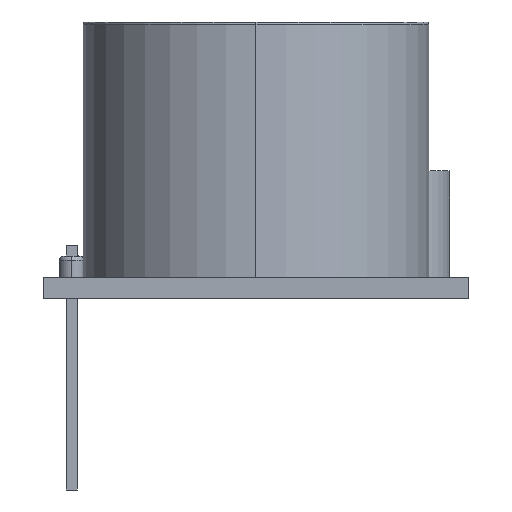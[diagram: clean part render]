
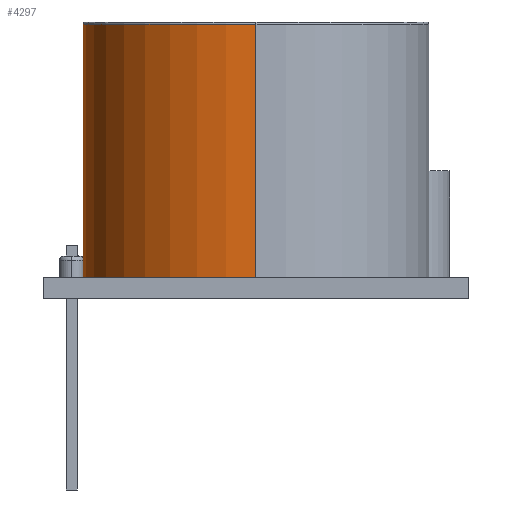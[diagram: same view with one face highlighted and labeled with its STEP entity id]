
A CAD part, left-side view. The second image highlights one B-rep face of the part: STEP entity #4297.
In plain terms, the highlighted cylindrical face has radius 8.128 mm (diameter 16.256 mm), a partial arc.
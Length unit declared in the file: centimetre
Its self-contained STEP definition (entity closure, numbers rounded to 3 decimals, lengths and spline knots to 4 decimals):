
#298 = VECTOR ( 'NONE', #2364, 100. ) ;
#778 = AXIS2_PLACEMENT_3D ( 'NONE', #2560, #2901, #3665 ) ;
#1039 = CARTESIAN_POINT ( 'NONE',  ( -3.6384, 1.8928, 0.1 ) ) ;
#1071 = AXIS2_PLACEMENT_3D ( 'NONE', #3182, #3105, #4625 ) ;
#1091 = ORIENTED_EDGE ( 'NONE', *, *, #4397, .T. ) ;
#1258 = VERTEX_POINT ( 'NONE', #2667 ) ;
#1355 = CYLINDRICAL_SURFACE ( 'NONE', #778, 0.8128 ) ;
#1754 = EDGE_CURVE ( 'NONE', #3999, #1258, #2864, .T. ) ;
#1824 = AXIS2_PLACEMENT_3D ( 'NONE', #4079, #4419, #2163 ) ;
#2081 = VECTOR ( 'NONE', #3641, 100. ) ;
#2103 = LINE ( 'NONE', #4438, #2081 ) ;
#2163 = DIRECTION ( 'NONE',  ( 1., 0., 0. ) ) ;
#2364 = DIRECTION ( 'NONE',  ( 0., 0., -1. ) ) ;
#2387 = EDGE_LOOP ( 'NONE', ( #3484, #1091, #3266, #3902 ) ) ;
#2560 = CARTESIAN_POINT ( 'NONE',  ( -2.8256, 1.8928, 1.3 ) ) ;
#2667 = CARTESIAN_POINT ( 'NONE',  ( -2.0128, 1.8928, 1.29 ) ) ;
#2802 = LINE ( 'NONE', #3185, #298 ) ;
#2864 = CIRCLE ( 'NONE', #1071, 0.8128 ) ;
#2901 = DIRECTION ( 'NONE',  ( 0., 0., -1. ) ) ;
#3105 = DIRECTION ( 'NONE',  ( 0., 0., -1. ) ) ;
#3182 = CARTESIAN_POINT ( 'NONE',  ( -2.8256, 1.8928, 1.29 ) ) ;
#3185 = CARTESIAN_POINT ( 'NONE',  ( -3.6384, 1.8928, 1.3 ) ) ;
#3266 = ORIENTED_EDGE ( 'NONE', *, *, #4947, .T. ) ;
#3300 = FACE_OUTER_BOUND ( 'NONE', #2387, .T. ) ;
#3446 = CIRCLE ( 'NONE', #1824, 0.8128 ) ;
#3484 = ORIENTED_EDGE ( 'NONE', *, *, #1754, .T. ) ;
#3641 = DIRECTION ( 'NONE',  ( 0., 0., -1. ) ) ;
#3665 = DIRECTION ( 'NONE',  ( -1., 0., 0. ) ) ;
#3902 = ORIENTED_EDGE ( 'NONE', *, *, #4785, .F. ) ;
#3903 = CARTESIAN_POINT ( 'NONE',  ( -3.6384, 1.8928, 1.29 ) ) ;
#3999 = VERTEX_POINT ( 'NONE', #3903 ) ;
#4079 = CARTESIAN_POINT ( 'NONE',  ( -2.8256, 1.8928, 0.1 ) ) ;
#4297 = ADVANCED_FACE ( 'NONE', ( #3300 ), #1355, .T. ) ;
#4397 = EDGE_CURVE ( 'NONE', #1258, #4941, #2103, .T. ) ;
#4419 = DIRECTION ( 'NONE',  ( 0., 0., 1. ) ) ;
#4438 = CARTESIAN_POINT ( 'NONE',  ( -2.0128, 1.8928, 1.3 ) ) ;
#4497 = CARTESIAN_POINT ( 'NONE',  ( -2.0128, 1.8928, 0.1 ) ) ;
#4625 = DIRECTION ( 'NONE',  ( 1., 0., 0. ) ) ;
#4725 = VERTEX_POINT ( 'NONE', #1039 ) ;
#4785 = EDGE_CURVE ( 'NONE', #3999, #4725, #2802, .T. ) ;
#4941 = VERTEX_POINT ( 'NONE', #4497 ) ;
#4947 = EDGE_CURVE ( 'NONE', #4941, #4725, #3446, .T. ) ;
